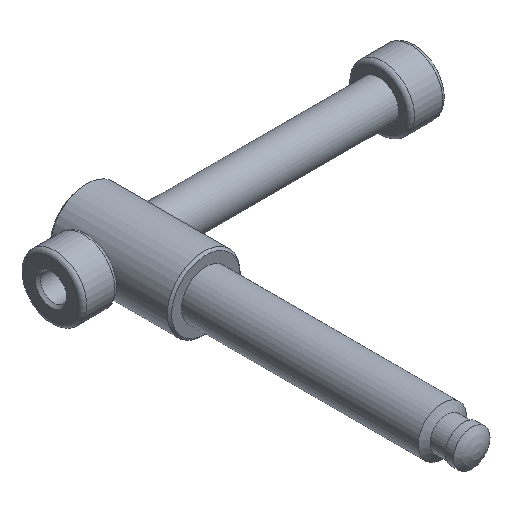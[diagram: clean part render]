
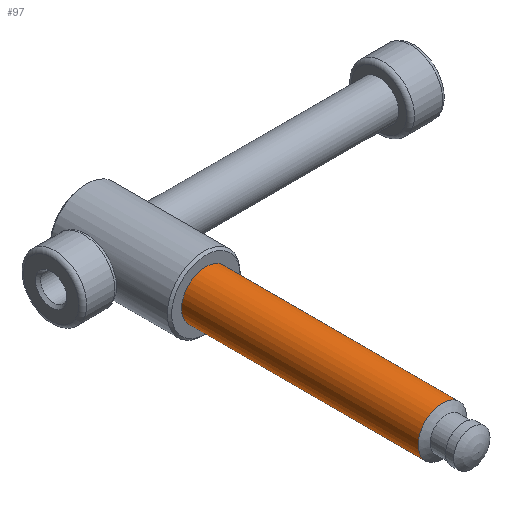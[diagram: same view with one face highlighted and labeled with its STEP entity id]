
A CAD part, isometric view. The second image highlights one B-rep face of the part: STEP entity #97.
In plain terms, the highlighted cylindrical face has radius 8 mm (diameter 16 mm), a full revolution.
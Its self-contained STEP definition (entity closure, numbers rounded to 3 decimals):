
#97 = ADVANCED_FACE( '', ( #216, #217 ), #218, .T. );
#216 = FACE_OUTER_BOUND( '', #338, .T. );
#217 = FACE_OUTER_BOUND( '', #339, .T. );
#218 = CYLINDRICAL_SURFACE( '', #340, 8. );
#338 = EDGE_LOOP( '', ( #498 ) );
#339 = EDGE_LOOP( '', ( #499 ) );
#340 = AXIS2_PLACEMENT_3D( '', #500, #501, #502 );
#498 = ORIENTED_EDGE( '', *, *, #557, .F. );
#499 = ORIENTED_EDGE( '', *, *, #551, .T. );
#500 = CARTESIAN_POINT( '', ( 0., 0., 0. ) );
#501 = DIRECTION( '', ( 0., 1., 0. ) );
#502 = DIRECTION( '', ( 0., 0., -1. ) );
#551 = EDGE_CURVE( '', #617, #617, #618, .T. );
#557 = EDGE_CURVE( '', #627, #627, #628, .T. );
#617 = VERTEX_POINT( '', #864 );
#618 = CIRCLE( '', #865, 8. );
#627 = VERTEX_POINT( '', #874 );
#628 = CIRCLE( '', #875, 8. );
#864 = CARTESIAN_POINT( '', ( 0., 90., -8. ) );
#865 = AXIS2_PLACEMENT_3D( '', #946, #947, #948 );
#874 = CARTESIAN_POINT( '', ( 0., 12., -8. ) );
#875 = AXIS2_PLACEMENT_3D( '', #958, #959, #960 );
#946 = CARTESIAN_POINT( '', ( 0., 90., 0. ) );
#947 = DIRECTION( '', ( 0., -1., 0. ) );
#948 = DIRECTION( '', ( 0., 0., -1. ) );
#958 = CARTESIAN_POINT( '', ( 0., 12., 0. ) );
#959 = DIRECTION( '', ( 0., -1., 0. ) );
#960 = DIRECTION( '', ( 0., 0., -1. ) );
